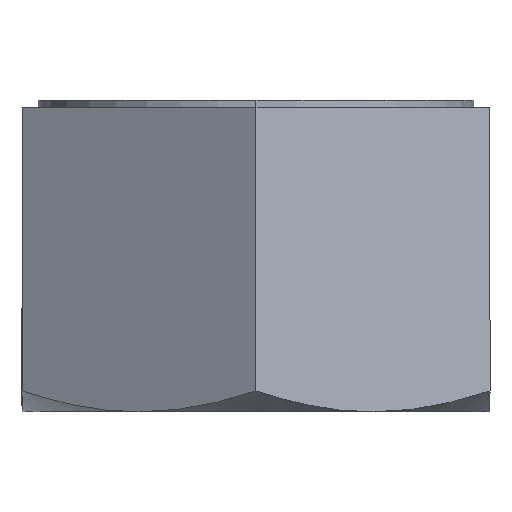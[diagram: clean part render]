
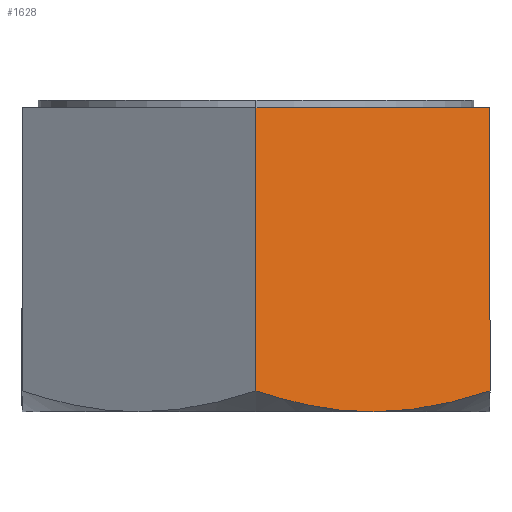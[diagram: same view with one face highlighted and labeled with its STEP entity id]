
A CAD part, left-side view. The second image highlights one B-rep face of the part: STEP entity #1628.
In plain terms, the highlighted planar face has unit normal (-0.866, -0.5, 0).
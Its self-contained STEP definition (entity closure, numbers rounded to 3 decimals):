
#30 = LINE ( 'NONE', #1088, #828 ) ;
#46 = CARTESIAN_POINT ( 'NONE',  ( -28.868, 0., -30.267 ) ) ;
#65 = CARTESIAN_POINT ( 'NONE',  ( -21.651, -12.5, -32.5 ) ) ;
#134 = CARTESIAN_POINT ( 'NONE',  ( -14.434, -25., -30.267 ) ) ;
#294 = CARTESIAN_POINT ( 'NONE',  ( -18.601, -17.781, -32.092 ) ) ;
#379 = CARTESIAN_POINT ( 'NONE',  ( -16.799, -20.904, -31.508 ) ) ;
#390 = LINE ( 'NONE', #760, #718 ) ;
#414 = CARTESIAN_POINT ( 'NONE',  ( -28.868, 0., 0. ) ) ;
#428 = VERTEX_POINT ( 'NONE', #65 ) ;
#432 = CARTESIAN_POINT ( 'NONE',  ( -28.868, 0., -32.5 ) ) ;
#443 = LINE ( 'NONE', #1673, #900 ) ;
#467 = CARTESIAN_POINT ( 'NONE',  ( -21.651, -12.5, -32.5 ) ) ;
#553 = CARTESIAN_POINT ( 'NONE',  ( -21.344, -13.03, -32.5 ) ) ;
#603 = CARTESIAN_POINT ( 'NONE',  ( -15.611, -22.96, -30.947 ) ) ;
#667 = ORIENTED_EDGE ( 'NONE', *, *, #2260, .T. ) ;
#680 = ORIENTED_EDGE ( 'NONE', *, *, #762, .T. ) ;
#718 = VECTOR ( 'NONE', #755, 1000. ) ;
#755 = DIRECTION ( 'NONE',  ( 0., 0., 1. ) ) ;
#760 = CARTESIAN_POINT ( 'NONE',  ( -28.868, 0., -32.5 ) ) ;
#762 = EDGE_CURVE ( 'NONE', #1011, #1061, #443, .T. ) ;
#828 = VECTOR ( 'NONE', #1685, 1000. ) ;
#853 = EDGE_CURVE ( 'NONE', #1993, #1223, #390, .T. ) ;
#900 = VECTOR ( 'NONE', #991, 1000. ) ;
#949 = CARTESIAN_POINT ( 'NONE',  ( -21.651, -12.5, -32.5 ) ) ;
#962 = CARTESIAN_POINT ( 'NONE',  ( -22.88, -10.37, -32.5 ) ) ;
#982 = CARTESIAN_POINT ( 'NONE',  ( -24.094, -8.267, -32.287 ) ) ;
#986 = CARTESIAN_POINT ( 'NONE',  ( -26.498, -4.105, -31.51 ) ) ;
#991 = DIRECTION ( 'NONE',  ( 0., 0., 1. ) ) ;
#1011 = VERTEX_POINT ( 'NONE', #1799 ) ;
#1031 = B_SPLINE_CURVE_WITH_KNOTS ( 'NONE', 3,
 ( #467, #553, #2056, #1726, #1295, #1129, #294, #379, #603, #134 ),
 .UNSPECIFIED., .F., .F.,
 ( 4, 2, 2, 2, 4 ),
 ( 0.015, 0.016, 0.018, 0.022, 0.029 ),
 .UNSPECIFIED. ) ;
#1039 = CARTESIAN_POINT ( 'NONE',  ( -27.687, -2.045, -30.949 ) ) ;
#1061 = VERTEX_POINT ( 'NONE', #1600 ) ;
#1088 = CARTESIAN_POINT ( 'NONE',  ( -28.868, 0., 0. ) ) ;
#1091 = CARTESIAN_POINT ( 'NONE',  ( -28.868, 0., -30.267 ) ) ;
#1129 = CARTESIAN_POINT ( 'NONE',  ( -19.206, -16.734, -32.243 ) ) ;
#1223 = VERTEX_POINT ( 'NONE', #414 ) ;
#1237 = EDGE_LOOP ( 'NONE', ( #1950, #2259, #667, #680, #1285 ) ) ;
#1285 = ORIENTED_EDGE ( 'NONE', *, *, #1332, .F. ) ;
#1295 = CARTESIAN_POINT ( 'NONE',  ( -20.119, -15.153, -32.396 ) ) ;
#1332 = EDGE_CURVE ( 'NONE', #1223, #1061, #30, .T. ) ;
#1334 = DIRECTION ( 'NONE',  ( 0.5, -0.866, 0. ) ) ;
#1370 = EDGE_CURVE ( 'NONE', #1993, #428, #1557, .T. ) ;
#1514 = DIRECTION ( 'NONE',  ( -0.866, -0.5, 0. ) ) ;
#1557 = B_SPLINE_CURVE_WITH_KNOTS ( 'NONE', 3,
 ( #1091, #1039, #986, #982, #962, #949 ),
 .UNSPECIFIED., .F., .F.,
 ( 4, 2, 4 ),
 ( 0., 0.007, 0.015 ),
 .UNSPECIFIED. ) ;
#1600 = CARTESIAN_POINT ( 'NONE',  ( -14.434, -25., 0. ) ) ;
#1628 = ADVANCED_FACE ( 'NONE', ( #2152 ), #1671, .T. ) ;
#1671 = PLANE ( 'NONE',  #1755 ) ;
#1673 = CARTESIAN_POINT ( 'NONE',  ( -14.434, -25., -32.5 ) ) ;
#1685 = DIRECTION ( 'NONE',  ( 0.5, -0.866, 0. ) ) ;
#1726 = CARTESIAN_POINT ( 'NONE',  ( -20.424, -14.625, -32.435 ) ) ;
#1755 = AXIS2_PLACEMENT_3D ( 'NONE', #432, #1514, #1334 ) ;
#1799 = CARTESIAN_POINT ( 'NONE',  ( -14.434, -25., -30.267 ) ) ;
#1950 = ORIENTED_EDGE ( 'NONE', *, *, #853, .F. ) ;
#1993 = VERTEX_POINT ( 'NONE', #46 ) ;
#2056 = CARTESIAN_POINT ( 'NONE',  ( -21.037, -13.563, -32.487 ) ) ;
#2152 = FACE_OUTER_BOUND ( 'NONE', #1237, .T. ) ;
#2259 = ORIENTED_EDGE ( 'NONE', *, *, #1370, .T. ) ;
#2260 = EDGE_CURVE ( 'NONE', #428, #1011, #1031, .T. ) ;
